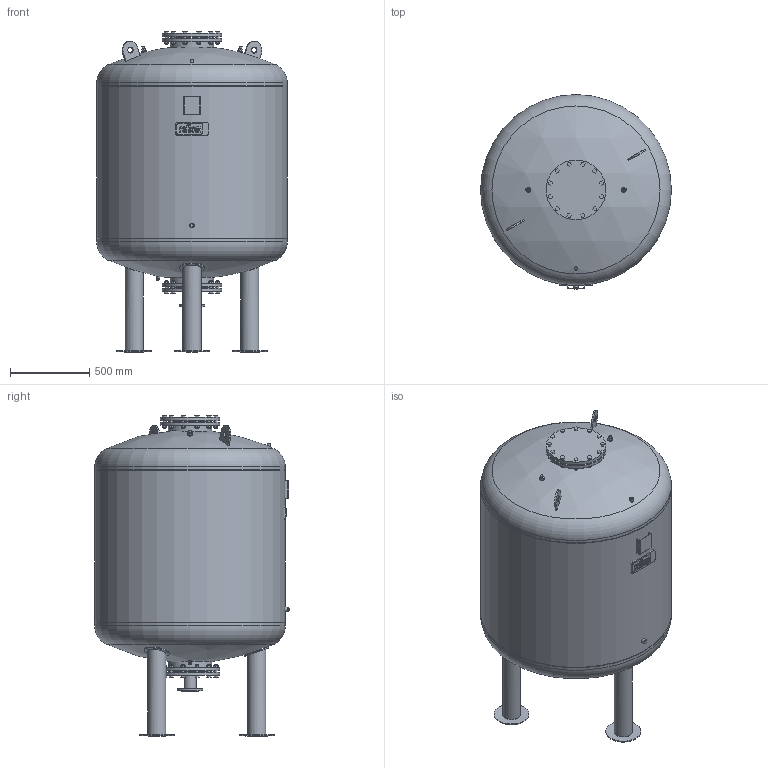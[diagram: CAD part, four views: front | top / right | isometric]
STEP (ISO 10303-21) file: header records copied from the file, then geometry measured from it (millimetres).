
FILE_DESCRIPTION(/* description */ (''),/* implementation_level */ '2;1');
FILE_NAME(/* name */ '3d_ReflexomatRF1500_6bar-8652205.stp',/* time_stamp */ '2024-09-24T14:55:54+02:00',/* author */ ('Andrzej'),/* organization */ (''),/* preprocessor_version */ 'ST-DEVELOPER v16.13',/* originating_system */ 'AutoCAD Mechanical',/* authorisation */ '');
FILE_SCHEMA (('AUTOMOTIVE_DESIGN { 1 0 10303 214 3 1 1 }'));
Length unit declared in the file: millimetre
Products named in the file (1): Product
Bounding box: 1200 x 1224 x 2016.39 mm (x, y, z)
Volume: 1493291002.4 mm3; surface area: 13871932.6 mm2
Topology: 24 solids, 27 shells, 831 faces, 1985 edges, 1305 vertices
Faces by surface type: plane 584, cylinder 183, cone 37, sphere 18, torus 9
Full cylindrical faces by diameter (mm): 3 x1, 14 x4, 14.95 x2, 15.6 x2, 16 x48, 19 x1, 21.3 x4, 26.9 x1, 27 x1, 30 x2, 38 x2, 76.1 x2, 107 x3, 114.3 x3, 160 x4, 220 x3, 260.4 x2, 272.4 x1, 273 x1, 375 x4, 1200 x3
Entity records: 23508 total; most frequent: CARTESIAN_POINT 4368, DIRECTION 3911, ORIENTED_EDGE 3630, EDGE_CURVE 1815, LINE 1361, VECTOR 1361, AXIS2_PLACEMENT_3D 1275, VERTEX_POINT 1274
